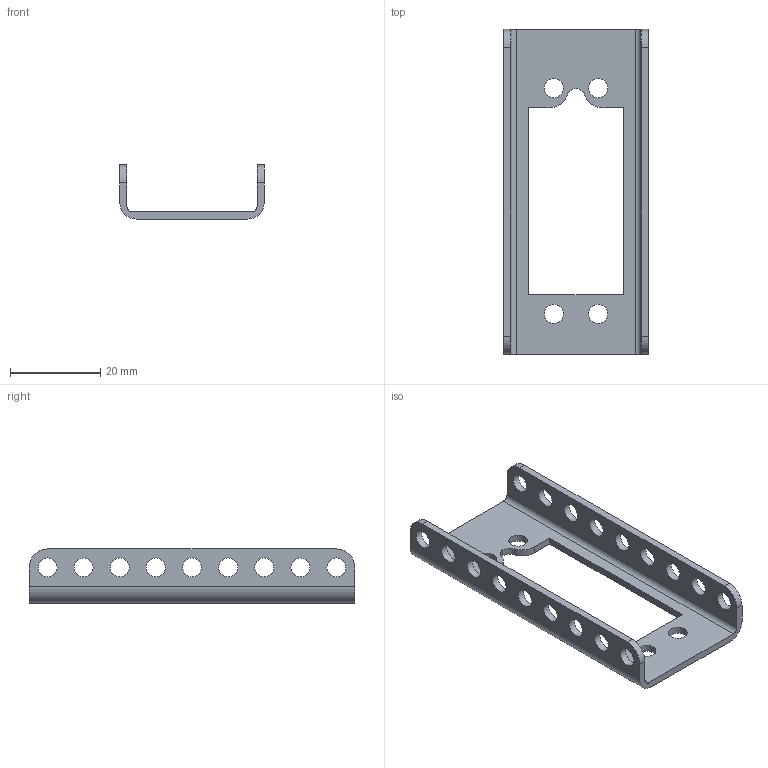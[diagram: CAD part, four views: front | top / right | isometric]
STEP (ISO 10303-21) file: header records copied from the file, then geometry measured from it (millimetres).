
FILE_DESCRIPTION( ( '' ), ' ' );
FILE_NAME( '5aba52d5ec0f530ec5905c9b.step', '2018-03-27T14:19:01', ( '' ), ( '' ), ' ', ' ', ' ' );
FILE_SCHEMA( ( 'AUTOMOTIVE_DESIGN { 1 0 10303 214 1 1 1 1 }' ) );
Length unit declared in the file: metre
Products named in the file (1): 07-0008 Motor Plate
Bounding box: 32 x 72 x 12 mm (x, y, z)
Volume: 3771.3 mm3; surface area: 5932.2 mm2
Topology: 1 solids, 1 shells, 49 faces, 150 edges, 103 vertices
Faces by surface type: cylinder 34, plane 15
Full cylindrical faces by diameter (mm): 4.2 x22
Entity records: 2033 total; most frequent: DIRECTION 287, CARTESIAN_POINT 263, ORIENTED_EDGE 238, EDGE_CURVE 119, AXIS2_PLACEMENT_3D 118, EDGE_LOOP 117, VERTEX_POINT 94, FACE_OUTER_BOUND 71
